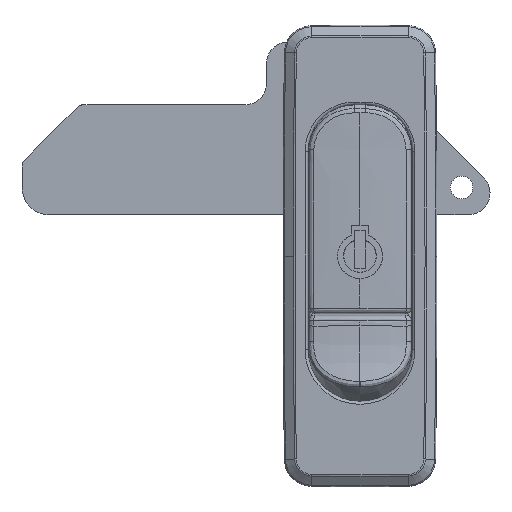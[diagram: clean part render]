
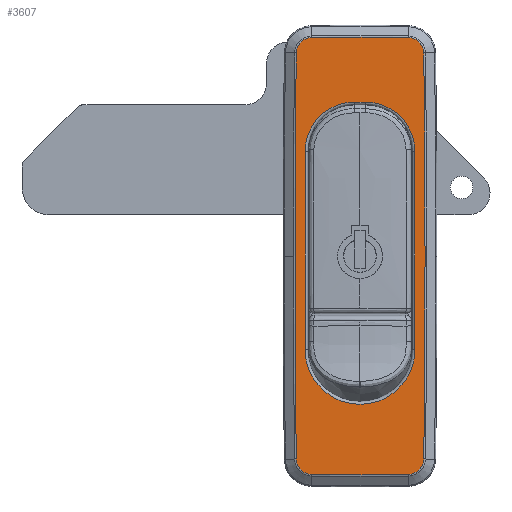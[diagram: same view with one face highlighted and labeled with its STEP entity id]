
A CAD part, top view. The second image highlights one B-rep face of the part: STEP entity #3607.
In plain terms, the highlighted planar face has unit normal (0, 0, 1).
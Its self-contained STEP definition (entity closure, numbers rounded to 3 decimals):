
#86 = VERTEX_POINT ( 'NONE', #2443 ) ;
#98 = EDGE_CURVE ( 'NONE', #4173, #9289, #10809, .T. ) ;
#497 = AXIS2_PLACEMENT_3D ( 'NONE', #19734, #17548, #15326 ) ;
#930 = DIRECTION ( 'NONE',  ( 1., 0., 0. ) ) ;
#1118 = VERTEX_POINT ( 'NONE', #5876 ) ;
#1147 = CARTESIAN_POINT ( 'NONE',  ( 8.774, -53.903, 3. ) ) ;
#1231 = ORIENTED_EDGE ( 'NONE', *, *, #4153, .T. ) ;
#1562 = EDGE_LOOP ( 'NONE', ( #4292, #13863, #2558, #20177, #9696, #2140 ) ) ;
#1930 = CIRCLE ( 'NONE', #6631, 2997.833 ) ;
#2140 = ORIENTED_EDGE ( 'NONE', *, *, #19919, .T. ) ;
#2212 = LINE ( 'NONE', #21596, #10836 ) ;
#2342 = DIRECTION ( 'NONE',  ( 1., 0., 0. ) ) ;
#2361 = EDGE_CURVE ( 'NONE', #12096, #19925, #19836, .T. ) ;
#2443 = CARTESIAN_POINT ( 'NONE',  ( 1., 11., 3. ) ) ;
#2558 = ORIENTED_EDGE ( 'NONE', *, *, #98, .T. ) ;
#2656 = ORIENTED_EDGE ( 'NONE', *, *, #4912, .T. ) ;
#2693 = AXIS2_PLACEMENT_3D ( 'NONE', #3542, #7467, #5247 ) ;
#3140 = DIRECTION ( 'NONE',  ( 0., 0., 1. ) ) ;
#3414 = CIRCLE ( 'NONE', #2693, 10. ) ;
#3422 = CIRCLE ( 'NONE', #9768, 2.833 ) ;
#3522 = CIRCLE ( 'NONE', #15268, 2.833 ) ;
#3542 = CARTESIAN_POINT ( 'NONE',  ( 0., -34., 3. ) ) ;
#3598 = EDGE_CURVE ( 'NONE', #8710, #4173, #3414, .T. ) ;
#3607 = ADVANCED_FACE ( 'NONE', ( #3839, #4388 ), #17482, .T. ) ;
#3647 = DIRECTION ( 'NONE',  ( 1., 0., 0. ) ) ;
#3839 = FACE_BOUND ( 'NONE', #1562, .T. ) ;
#4153 = EDGE_CURVE ( 'NONE', #1118, #15436, #3522, .T. ) ;
#4173 = VERTEX_POINT ( 'NONE', #11736 ) ;
#4176 = CARTESIAN_POINT ( 'NONE',  ( -8.834, 22.735, 3. ) ) ;
#4215 = CARTESIAN_POINT ( 'NONE',  ( -1., 11., 3. ) ) ;
#4227 = EDGE_CURVE ( 'NONE', #6741, #1118, #13525, .T. ) ;
#4292 = ORIENTED_EDGE ( 'NONE', *, *, #20442, .T. ) ;
#4388 = FACE_OUTER_BOUND ( 'NONE', #6728, .T. ) ;
#4556 = DIRECTION ( 'NONE',  ( 0., 0., 1. ) ) ;
#4645 = EDGE_CURVE ( 'NONE', #19093, #6741, #16895, .T. ) ;
#4672 = EDGE_CURVE ( 'NONE', #13573, #12096, #1930, .T. ) ;
#4788 = CARTESIAN_POINT ( 'NONE',  ( 11.607, -53.937, 3. ) ) ;
#4912 = EDGE_CURVE ( 'NONE', #19925, #17486, #12010, .T. ) ;
#5247 = DIRECTION ( 'NONE',  ( 1., 0., 0. ) ) ;
#5378 = CARTESIAN_POINT ( 'NONE',  ( -8.771, 19.903, 3. ) ) ;
#5521 = AXIS2_PLACEMENT_3D ( 'NONE', #19888, #17698, #15482 ) ;
#5673 = CARTESIAN_POINT ( 'NONE',  ( -11.604, 19.938, 3. ) ) ;
#5855 = CARTESIAN_POINT ( 'NONE',  ( 1., 11., 3. ) ) ;
#5876 = CARTESIAN_POINT ( 'NONE',  ( 8.837, -56.735, 3. ) ) ;
#6335 = ORIENTED_EDGE ( 'NONE', *, *, #12302, .T. ) ;
#6347 = DIRECTION ( 'NONE',  ( 0., 1., 0. ) ) ;
#6622 = DIRECTION ( 'NONE',  ( 1., 0., 0. ) ) ;
#6631 = AXIS2_PLACEMENT_3D ( 'NONE', #13269, #8860, #6622 ) ;
#6728 = EDGE_LOOP ( 'NONE', ( #2656, #15049, #7147, #15608, #18922, #1231, #6335, #11290, #17771 ) ) ;
#6741 = VERTEX_POINT ( 'NONE', #8054 ) ;
#6770 = CARTESIAN_POINT ( 'NONE',  ( 0., 341., 3. ) ) ;
#7147 = ORIENTED_EDGE ( 'NONE', *, *, #18203, .T. ) ;
#7312 = AXIS2_PLACEMENT_3D ( 'NONE', #14409, #12212, #9980 ) ;
#7313 = CIRCLE ( 'NONE', #14294, 9. ) ;
#7467 = DIRECTION ( 'NONE',  ( 0., 0., -1. ) ) ;
#7595 = VERTEX_POINT ( 'NONE', #8673 ) ;
#8054 = CARTESIAN_POINT ( 'NONE',  ( -8.837, -56.735, 3. ) ) ;
#8580 = CARTESIAN_POINT ( 'NONE',  ( -10., 2., 3. ) ) ;
#8673 = CARTESIAN_POINT ( 'NONE',  ( 10., 2., 3. ) ) ;
#8710 = VERTEX_POINT ( 'NONE', #19765 ) ;
#8844 = CARTESIAN_POINT ( 'NONE',  ( -10., 2., 3. ) ) ;
#8860 = DIRECTION ( 'NONE',  ( 0., 0., 1. ) ) ;
#9289 = VERTEX_POINT ( 'NONE', #8844 ) ;
#9696 = ORIENTED_EDGE ( 'NONE', *, *, #17538, .T. ) ;
#9768 = AXIS2_PLACEMENT_3D ( 'NONE', #5378, #3140, #930 ) ;
#9948 = VECTOR ( 'NONE', #3647, 1000. ) ;
#9980 = DIRECTION ( 'NONE',  ( 1., 0., 0. ) ) ;
#10201 = DIRECTION ( 'NONE',  ( 1., 0., 0. ) ) ;
#10306 = LINE ( 'NONE', #5855, #9948 ) ;
#10370 = DIRECTION ( 'NONE',  ( 1., 0., 0. ) ) ;
#10805 = DIRECTION ( 'NONE',  ( 1., 0., 0. ) ) ;
#10809 = LINE ( 'NONE', #8580, #10911 ) ;
#10836 = VECTOR ( 'NONE', #19390, 1000. ) ;
#10868 = DIRECTION ( 'NONE',  ( 1., 0., 0. ) ) ;
#10911 = VECTOR ( 'NONE', #6347, 1000. ) ;
#11101 = CIRCLE ( 'NONE', #497, 2997.833 ) ;
#11187 = CARTESIAN_POINT ( 'NONE',  ( 11.604, 19.938, 3. ) ) ;
#11290 = ORIENTED_EDGE ( 'NONE', *, *, #4672, .T. ) ;
#11625 = CARTESIAN_POINT ( 'NONE',  ( 11.833, -17.123, 3. ) ) ;
#11736 = CARTESIAN_POINT ( 'NONE',  ( -10., -34., 3. ) ) ;
#12010 = CIRCLE ( 'NONE', #12261, 397.833 ) ;
#12096 = VERTEX_POINT ( 'NONE', #11187 ) ;
#12212 = DIRECTION ( 'NONE',  ( 0., 0., 1. ) ) ;
#12261 = AXIS2_PLACEMENT_3D ( 'NONE', #15204, #13000, #10805 ) ;
#12302 = EDGE_CURVE ( 'NONE', #15436, #13573, #11101, .T. ) ;
#12431 = DIRECTION ( 'NONE',  ( 0., 0., -1. ) ) ;
#12590 = DIRECTION ( 'NONE',  ( 0., 0., -1. ) ) ;
#13000 = DIRECTION ( 'NONE',  ( 0., 0., 1. ) ) ;
#13058 = DIRECTION ( 'NONE',  ( 0., 0., 1. ) ) ;
#13104 = DIRECTION ( 'NONE',  ( 1., 0., 0. ) ) ;
#13239 = CARTESIAN_POINT ( 'NONE',  ( -11.607, -53.937, 3. ) ) ;
#13269 = CARTESIAN_POINT ( 'NONE',  ( -2986., -17.123, 3. ) ) ;
#13525 = CIRCLE ( 'NONE', #20842, 397.833 ) ;
#13573 = VERTEX_POINT ( 'NONE', #11625 ) ;
#13649 = CIRCLE ( 'NONE', #20257, 2997.833 ) ;
#13863 = ORIENTED_EDGE ( 'NONE', *, *, #3598, .T. ) ;
#14294 = AXIS2_PLACEMENT_3D ( 'NONE', #14621, #12431, #10201 ) ;
#14409 = CARTESIAN_POINT ( 'NONE',  ( 8.771, 19.903, 3. ) ) ;
#14621 = CARTESIAN_POINT ( 'NONE',  ( 1., 2., 3. ) ) ;
#15049 = ORIENTED_EDGE ( 'NONE', *, *, #16775, .T. ) ;
#15204 = CARTESIAN_POINT ( 'NONE',  ( 0., -375., 3. ) ) ;
#15265 = CARTESIAN_POINT ( 'NONE',  ( 4.386, -177.549, 3. ) ) ;
#15268 = AXIS2_PLACEMENT_3D ( 'NONE', #1147, #20566, #18354 ) ;
#15318 = DIRECTION ( 'NONE',  ( 0., 0., 1. ) ) ;
#15326 = DIRECTION ( 'NONE',  ( 1., 0., 0. ) ) ;
#15436 = VERTEX_POINT ( 'NONE', #4788 ) ;
#15482 = DIRECTION ( 'NONE',  ( 1., 0., 0. ) ) ;
#15608 = ORIENTED_EDGE ( 'NONE', *, *, #4645, .T. ) ;
#16148 = VERTEX_POINT ( 'NONE', #5673 ) ;
#16432 = EDGE_CURVE ( 'NONE', #9289, #18859, #18328, .T. ) ;
#16775 = EDGE_CURVE ( 'NONE', #17486, #16148, #3422, .T. ) ;
#16895 = CIRCLE ( 'NONE', #5521, 2.833 ) ;
#17482 = PLANE ( 'NONE',  #18748 ) ;
#17486 = VERTEX_POINT ( 'NONE', #4176 ) ;
#17538 = EDGE_CURVE ( 'NONE', #18859, #86, #10306, .T. ) ;
#17539 = CARTESIAN_POINT ( 'NONE',  ( 2986., -17.123, 3. ) ) ;
#17548 = DIRECTION ( 'NONE',  ( 0., 0., 1. ) ) ;
#17698 = DIRECTION ( 'NONE',  ( 0., 0., 1. ) ) ;
#17771 = ORIENTED_EDGE ( 'NONE', *, *, #2361, .T. ) ;
#18203 = EDGE_CURVE ( 'NONE', #16148, #19093, #13649, .T. ) ;
#18328 = CIRCLE ( 'NONE', #19506, 9. ) ;
#18354 = DIRECTION ( 'NONE',  ( 1., 0., 0. ) ) ;
#18748 = AXIS2_PLACEMENT_3D ( 'NONE', #15265, #13058, #10868 ) ;
#18859 = VERTEX_POINT ( 'NONE', #4215 ) ;
#18922 = ORIENTED_EDGE ( 'NONE', *, *, #4227, .T. ) ;
#19093 = VERTEX_POINT ( 'NONE', #13239 ) ;
#19390 = DIRECTION ( 'NONE',  ( 0., -1., 0. ) ) ;
#19506 = AXIS2_PLACEMENT_3D ( 'NONE', #21397, #12590, #10370 ) ;
#19734 = CARTESIAN_POINT ( 'NONE',  ( -2986., -17.123, 3. ) ) ;
#19765 = CARTESIAN_POINT ( 'NONE',  ( 10., -34., 3. ) ) ;
#19836 = CIRCLE ( 'NONE', #7312, 2.833 ) ;
#19888 = CARTESIAN_POINT ( 'NONE',  ( -8.774, -53.903, 3. ) ) ;
#19919 = EDGE_CURVE ( 'NONE', #86, #7595, #7313, .T. ) ;
#19925 = VERTEX_POINT ( 'NONE', #20726 ) ;
#20177 = ORIENTED_EDGE ( 'NONE', *, *, #16432, .T. ) ;
#20257 = AXIS2_PLACEMENT_3D ( 'NONE', #17539, #15318, #13104 ) ;
#20442 = EDGE_CURVE ( 'NONE', #7595, #8710, #2212, .T. ) ;
#20566 = DIRECTION ( 'NONE',  ( 0., 0., 1. ) ) ;
#20726 = CARTESIAN_POINT ( 'NONE',  ( 8.834, 22.735, 3. ) ) ;
#20842 = AXIS2_PLACEMENT_3D ( 'NONE', #6770, #4556, #2342 ) ;
#21397 = CARTESIAN_POINT ( 'NONE',  ( -1., 2., 3. ) ) ;
#21596 = CARTESIAN_POINT ( 'NONE',  ( 10., -34., 3. ) ) ;
